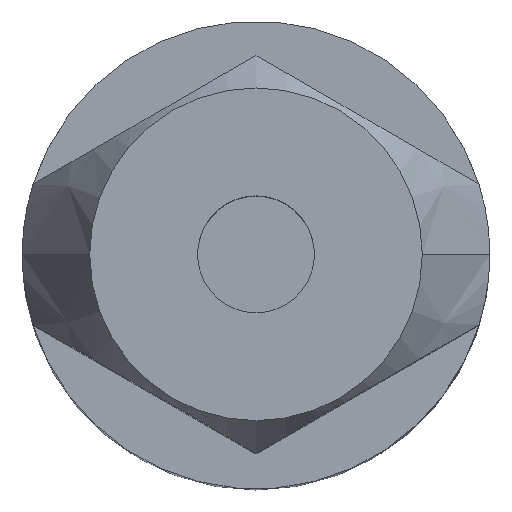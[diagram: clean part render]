
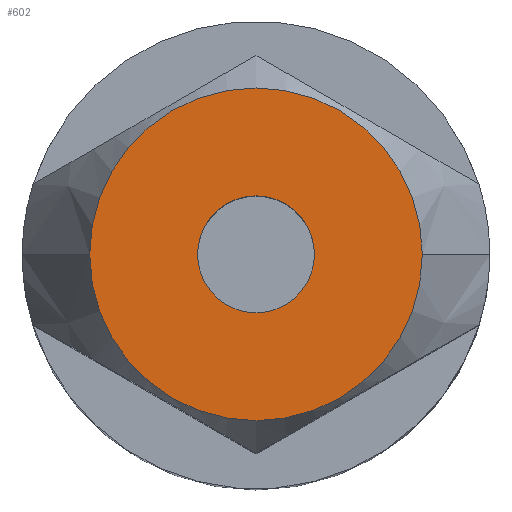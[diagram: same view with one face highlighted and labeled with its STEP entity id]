
A CAD part, top view. The second image highlights one B-rep face of the part: STEP entity #602.
In plain terms, the highlighted planar face has unit normal (0, 0, 1).
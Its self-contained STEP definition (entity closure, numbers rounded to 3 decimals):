
#40 = VERTEX_POINT ( 'NONE', #620 ) ;
#56 = DIRECTION ( 'NONE',  ( 1., 0., 0. ) ) ;
#59 = CARTESIAN_POINT ( 'NONE',  ( 0., 0., 47. ) ) ;
#61 = EDGE_CURVE ( 'NONE', #695, #259, #135, .T. ) ;
#75 = ORIENTED_EDGE ( 'NONE', *, *, #61, .F. ) ;
#76 = CARTESIAN_POINT ( 'NONE',  ( 7.113, 0., 47. ) ) ;
#135 = CIRCLE ( 'NONE', #555, 2.5 ) ;
#138 = CIRCLE ( 'NONE', #600, 7.113 ) ;
#182 = DIRECTION ( 'NONE',  ( 0., 0., 1. ) ) ;
#189 = CARTESIAN_POINT ( 'NONE',  ( 2.5, 0., 47. ) ) ;
#196 = DIRECTION ( 'NONE',  ( 0., 0., -1. ) ) ;
#231 = DIRECTION ( 'NONE',  ( 1., 0., 0. ) ) ;
#243 = PLANE ( 'NONE',  #574 ) ;
#251 = CARTESIAN_POINT ( 'NONE',  ( 7.113, 0., 47. ) ) ;
#259 = VERTEX_POINT ( 'NONE', #189 ) ;
#278 = CARTESIAN_POINT ( 'NONE',  ( 0., 0., 47. ) ) ;
#286 = ORIENTED_EDGE ( 'NONE', *, *, #438, .F. ) ;
#298 = AXIS2_PLACEMENT_3D ( 'NONE', #59, #561, #56 ) ;
#317 = EDGE_LOOP ( 'NONE', ( #286, #75 ) ) ;
#337 = DIRECTION ( 'NONE',  ( 1., 0., 0. ) ) ;
#352 = FACE_OUTER_BOUND ( 'NONE', #493, .T. ) ;
#378 = CARTESIAN_POINT ( 'NONE',  ( -2.5, 0., 47. ) ) ;
#438 = EDGE_CURVE ( 'NONE', #259, #695, #497, .T. ) ;
#468 = ORIENTED_EDGE ( 'NONE', *, *, #478, .T. ) ;
#469 = CIRCLE ( 'NONE', #298, 7.113 ) ;
#474 = EDGE_CURVE ( 'NONE', #40, #624, #469, .T. ) ;
#478 = EDGE_CURVE ( 'NONE', #624, #40, #138, .T. ) ;
#482 = FACE_BOUND ( 'NONE', #317, .T. ) ;
#485 = DIRECTION ( 'NONE',  ( 0., 0., 1. ) ) ;
#493 = EDGE_LOOP ( 'NONE', ( #640, #468 ) ) ;
#497 = CIRCLE ( 'NONE', #609, 2.5 ) ;
#504 = CARTESIAN_POINT ( 'NONE',  ( 0., 0., 47. ) ) ;
#555 = AXIS2_PLACEMENT_3D ( 'NONE', #504, #707, #337 ) ;
#561 = DIRECTION ( 'NONE',  ( 0., 0., 1. ) ) ;
#574 = AXIS2_PLACEMENT_3D ( 'NONE', #76, #196, #581 ) ;
#581 = DIRECTION ( 'NONE',  ( -1., 0., 0. ) ) ;
#597 = CARTESIAN_POINT ( 'NONE',  ( 0., 0., 47. ) ) ;
#600 = AXIS2_PLACEMENT_3D ( 'NONE', #278, #182, #231 ) ;
#602 = ADVANCED_FACE ( 'NONE', ( #482, #352 ), #243, .F. ) ;
#607 = DIRECTION ( 'NONE',  ( 1., 0., 0. ) ) ;
#609 = AXIS2_PLACEMENT_3D ( 'NONE', #597, #485, #607 ) ;
#620 = CARTESIAN_POINT ( 'NONE',  ( -7.113, 0., 47. ) ) ;
#624 = VERTEX_POINT ( 'NONE', #251 ) ;
#640 = ORIENTED_EDGE ( 'NONE', *, *, #474, .T. ) ;
#695 = VERTEX_POINT ( 'NONE', #378 ) ;
#707 = DIRECTION ( 'NONE',  ( 0., 0., 1. ) ) ;
